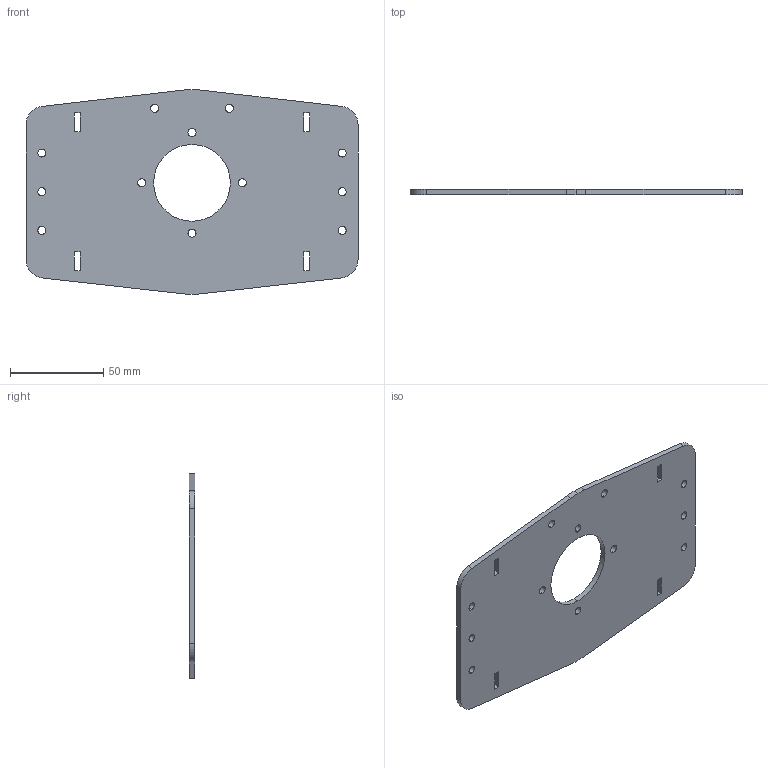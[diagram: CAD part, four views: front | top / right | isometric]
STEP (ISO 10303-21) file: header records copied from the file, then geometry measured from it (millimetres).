
FILE_DESCRIPTION (( 'STEP AP214' ), '1' );
FILE_NAME ('BLKS-SM005-roll_plate.STEP', '2025-06-17T11:51:36', ( '' ), ( '' ), 'SwSTEP 2.0', 'SolidWorks 2024', '' );
FILE_SCHEMA (( 'AUTOMOTIVE_DESIGN' ));
Length unit declared in the file: millimetre
Products named in the file (1): BLKS-SM005-roll_plate
Bounding box: 178 x 3 x 109.79 mm (x, y, z)
Volume: 48400.6 mm3; surface area: 35032.9 mm2
Topology: 1 solids, 1 shells, 57 faces, 165 edges, 110 vertices
Faces by surface type: cylinder 33, plane 24
Entity records: 1996 total; most frequent: DIRECTION 347, CARTESIAN_POINT 333, ORIENTED_EDGE 330, EDGE_CURVE 165, AXIS2_PLACEMENT_3D 124, VERTEX_POINT 110, VECTOR 99, LINE 99
